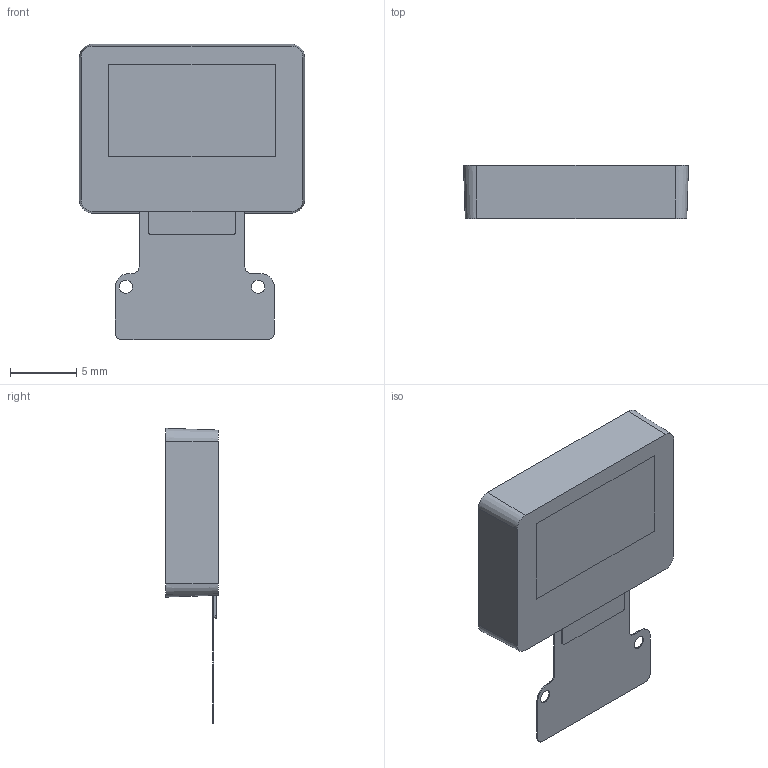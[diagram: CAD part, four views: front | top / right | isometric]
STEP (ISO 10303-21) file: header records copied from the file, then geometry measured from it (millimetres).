
FILE_DESCRIPTION (( 'STEP AP214' ), '1' );
FILE_NAME ('Key_with_LED.STEP', '2022-01-23T02:07:06', ( '' ), ( '' ), 'SwSTEP 2.0', 'SolidWorks 2020', '' );
FILE_SCHEMA (( 'AUTOMOTIVE_DESIGN' ));
Length unit declared in the file: millimetre
Products named in the file (3): Key_with_LED; 17x12.75mm Key; GDO0049W_Flat
Assembly tree (2 placements, depth 2):
  Key_with_LED
    17x12.75mm Key
    GDO0049W_Flat
Bounding box: 17 x 4 x 22.31 mm (x, y, z)
Volume: 354.8 mm3; surface area: 1281.8 mm2
Topology: 2 solids, 2 shells, 69 faces, 186 edges, 124 vertices
Faces by surface type: plane 47, cylinder 14, cone 8
Entity records: 2693 total; most frequent: CARTESIAN_POINT 384, DIRECTION 378, ORIENTED_EDGE 372, EDGE_CURVE 186, LINE 142, VECTOR 142, VERTEX_POINT 124, AXIS2_PLACEMENT_3D 118
